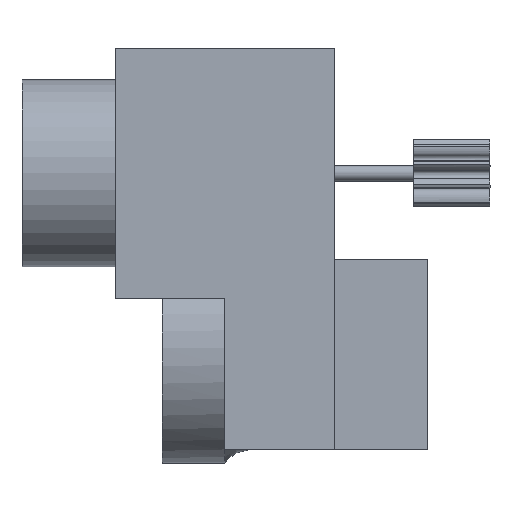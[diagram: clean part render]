
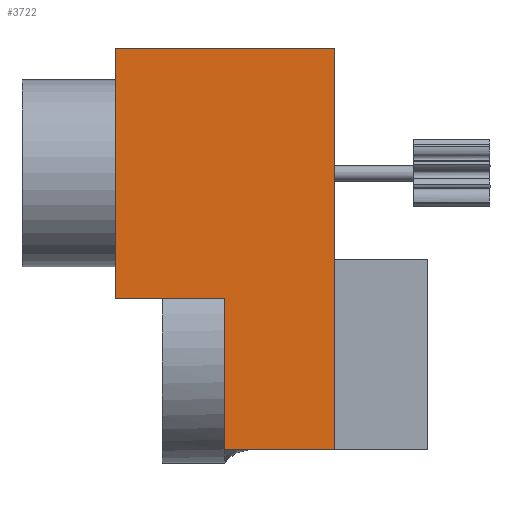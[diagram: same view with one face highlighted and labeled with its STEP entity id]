
A CAD part, front view. The second image highlights one B-rep face of the part: STEP entity #3722.
In plain terms, the highlighted planar face has unit normal (0, -1, 0).
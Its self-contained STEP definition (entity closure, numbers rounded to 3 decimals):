
#99 = ORIENTED_EDGE ( 'NONE', *, *, #5540, .T. ) ;
#234 = VECTOR ( 'NONE', #4698, 1000. ) ;
#258 = LINE ( 'NONE', #4122, #2259 ) ;
#310 = CARTESIAN_POINT ( 'NONE',  ( -4., -4., 7. ) ) ;
#450 = CARTESIAN_POINT ( 'NONE',  ( 4., -4., 7. ) ) ;
#859 = ORIENTED_EDGE ( 'NONE', *, *, #2606, .T. ) ;
#981 = ORIENTED_EDGE ( 'NONE', *, *, #5547, .T. ) ;
#1028 = CARTESIAN_POINT ( 'NONE',  ( 8.85, -4., 3.5 ) ) ;
#1036 = VERTEX_POINT ( 'NONE', #2654 ) ;
#1053 = LINE ( 'NONE', #1028, #2339 ) ;
#1207 = VERTEX_POINT ( 'NONE', #3674 ) ;
#1233 = DIRECTION ( 'NONE',  ( 0., 0., -1. ) ) ;
#1240 = CARTESIAN_POINT ( 'NONE',  ( 8.85, -4., 7. ) ) ;
#1309 = PLANE ( 'NONE',  #5058 ) ;
#1345 = ORIENTED_EDGE ( 'NONE', *, *, #2880, .F. ) ;
#1741 = DIRECTION ( 'NONE',  ( 0., 0., 1. ) ) ;
#1958 = DIRECTION ( 'NONE',  ( 1., 0., 0. ) ) ;
#2259 = VECTOR ( 'NONE', #1958, 1000. ) ;
#2260 = VERTEX_POINT ( 'NONE', #2337 ) ;
#2337 = CARTESIAN_POINT ( 'NONE',  ( 4., -4., 3.5 ) ) ;
#2339 = VECTOR ( 'NONE', #4870, 1000. ) ;
#2342 = VECTOR ( 'NONE', #3705, 1000. ) ;
#2498 = LINE ( 'NONE', #2849, #2342 ) ;
#2516 = VERTEX_POINT ( 'NONE', #4821 ) ;
#2547 = VERTEX_POINT ( 'NONE', #3756 ) ;
#2555 = CARTESIAN_POINT ( 'NONE',  ( -4., -4., 7. ) ) ;
#2586 = LINE ( 'NONE', #2555, #5327 ) ;
#2606 = EDGE_CURVE ( 'NONE', #1207, #2547, #4229, .T. ) ;
#2654 = CARTESIAN_POINT ( 'NONE',  ( 8.85, -4., 3.5 ) ) ;
#2849 = CARTESIAN_POINT ( 'NONE',  ( -4., -4., 0. ) ) ;
#2880 = EDGE_CURVE ( 'NONE', #1207, #3385, #2586, .T. ) ;
#3226 = ORIENTED_EDGE ( 'NONE', *, *, #4303, .F. ) ;
#3344 = FACE_OUTER_BOUND ( 'NONE', #5193, .T. ) ;
#3385 = VERTEX_POINT ( 'NONE', #1240 ) ;
#3488 = LINE ( 'NONE', #450, #234 ) ;
#3512 = CARTESIAN_POINT ( 'NONE',  ( -4., -4., 7. ) ) ;
#3674 = CARTESIAN_POINT ( 'NONE',  ( -4., -4., 7. ) ) ;
#3705 = DIRECTION ( 'NONE',  ( 1., 0., 0. ) ) ;
#3722 = ADVANCED_FACE ( 'NONE', ( #3344 ), #1309, .F. ) ;
#3756 = CARTESIAN_POINT ( 'NONE',  ( -4., -4., 0. ) ) ;
#4122 = CARTESIAN_POINT ( 'NONE',  ( 0., -4., 3.5 ) ) ;
#4229 = LINE ( 'NONE', #310, #5151 ) ;
#4303 = EDGE_CURVE ( 'NONE', #2260, #2516, #3488, .T. ) ;
#4698 = DIRECTION ( 'NONE',  ( 0., 0., -1. ) ) ;
#4772 = DIRECTION ( 'NONE',  ( 1., 0., 0. ) ) ;
#4821 = CARTESIAN_POINT ( 'NONE',  ( 4., -4., 0. ) ) ;
#4843 = DIRECTION ( 'NONE',  ( 0., 1., 0. ) ) ;
#4870 = DIRECTION ( 'NONE',  ( 0., 0., 1. ) ) ;
#5058 = AXIS2_PLACEMENT_3D ( 'NONE', #3512, #4843, #1741 ) ;
#5151 = VECTOR ( 'NONE', #1233, 1000. ) ;
#5167 = ORIENTED_EDGE ( 'NONE', *, *, #5350, .T. ) ;
#5193 = EDGE_LOOP ( 'NONE', ( #981, #3226, #99, #5167, #1345, #859 ) ) ;
#5327 = VECTOR ( 'NONE', #4772, 1000. ) ;
#5350 = EDGE_CURVE ( 'NONE', #1036, #3385, #1053, .T. ) ;
#5540 = EDGE_CURVE ( 'NONE', #2260, #1036, #258, .T. ) ;
#5547 = EDGE_CURVE ( 'NONE', #2547, #2516, #2498, .T. ) ;
